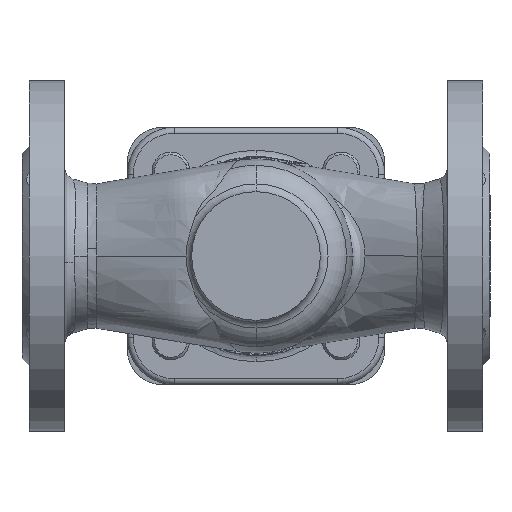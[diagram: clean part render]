
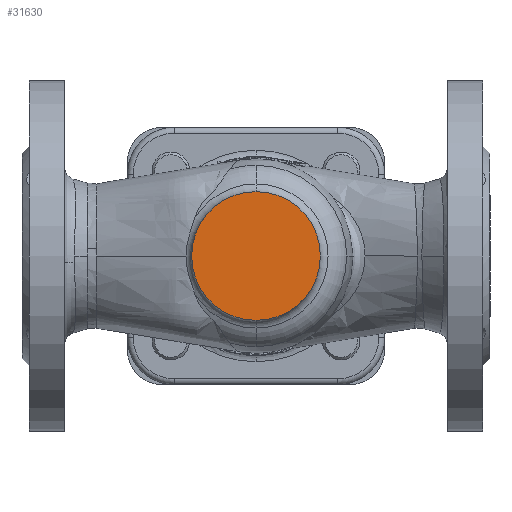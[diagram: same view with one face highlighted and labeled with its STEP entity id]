
A CAD part, front view. The second image highlights one B-rep face of the part: STEP entity #31630.
In plain terms, the highlighted planar face has unit normal (0, -1, 0).
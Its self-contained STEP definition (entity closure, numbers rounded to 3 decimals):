
#4571 = AXIS2_PLACEMENT_3D ( 'NONE', #21871, #133379, #59624 ) ;
#13405 = VERTEX_POINT ( 'NONE', #59423 ) ;
#21871 = CARTESIAN_POINT ( 'NONE',  ( 0., -68., 0. ) ) ;
#31630 = ADVANCED_FACE ( 'NONE', ( #89167 ), #59088, .F. ) ;
#37392 = CARTESIAN_POINT ( 'NONE',  ( 0., -68., -27.5 ) ) ;
#42504 = VERTEX_POINT ( 'NONE', #37392 ) ;
#42737 = CARTESIAN_POINT ( 'NONE',  ( 0., -68., 0. ) ) ;
#44102 = CARTESIAN_POINT ( 'NONE',  ( 0., -68., 0. ) ) ;
#50396 = CIRCLE ( 'NONE', #159815, 27.5 ) ;
#55128 = DIRECTION ( 'NONE',  ( 0., 0., 1. ) ) ;
#56519 = DIRECTION ( 'NONE',  ( 0., 0., 1. ) ) ;
#58424 = ORIENTED_EDGE ( 'NONE', *, *, #125154, .F. ) ;
#59088 = PLANE ( 'NONE',  #4571 ) ;
#59423 = CARTESIAN_POINT ( 'NONE',  ( 0., -68., 27.5 ) ) ;
#59624 = DIRECTION ( 'NONE',  ( 0., 0., 1. ) ) ;
#89167 = FACE_OUTER_BOUND ( 'NONE', #117447, .T. ) ;
#100462 = ORIENTED_EDGE ( 'NONE', *, *, #132930, .F. ) ;
#108546 = CIRCLE ( 'NONE', #114258, 27.5 ) ;
#114258 = AXIS2_PLACEMENT_3D ( 'NONE', #44102, #130270, #56519 ) ;
#117447 = EDGE_LOOP ( 'NONE', ( #100462, #58424 ) ) ;
#125154 = EDGE_CURVE ( 'NONE', #13405, #42504, #108546, .T. ) ;
#128879 = DIRECTION ( 'NONE',  ( 0., 1., 0. ) ) ;
#130270 = DIRECTION ( 'NONE',  ( 0., 1., 0. ) ) ;
#132930 = EDGE_CURVE ( 'NONE', #42504, #13405, #50396, .T. ) ;
#133379 = DIRECTION ( 'NONE',  ( 0., 1., 0. ) ) ;
#159815 = AXIS2_PLACEMENT_3D ( 'NONE', #42737, #128879, #55128 ) ;
